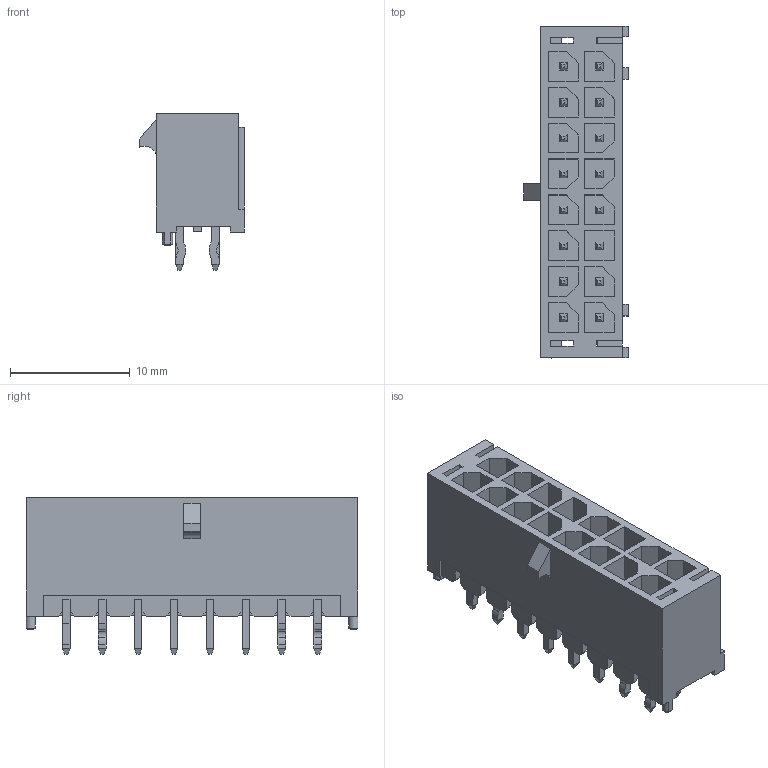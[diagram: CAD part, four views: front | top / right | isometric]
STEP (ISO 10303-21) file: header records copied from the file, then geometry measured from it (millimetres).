
FILE_DESCRIPTION(/* description */ ('Unknown'),/* implementation_level */ '2;1');
FILE_NAME(/* name */ '66201621122',/* time_stamp */ '2022-01-10T16:29:26+01:00',/* author */ ('Unknown'),/* organization */ ('Unknown'),/* preprocessor_version */ 'ST-DEVELOPER v16.7',/* originating_system */ 'Solid Edge',/* authorisation */ 'Unknown');
FILE_SCHEMA (('AUTOMOTIVE_DESIGN { 1 0 10303 214 3 1 1 }','AUTOMOTIVE_DESIGN {1 0 10303 214 3 1 1}'));
Length unit declared in the file: millimetre
Products named in the file (4): 6620xx21122; 66201621122; 6620xx21122_PIN; 6620xx21122_PIN2
Assembly tree (19 placements, depth 2):
  6620xx21122
    66201621122
    6620xx21122_PIN  x8
    6620xx21122_PIN2  x10
Bounding box: 8.76 x 27.7 x 13.1 mm (x, y, z)
Volume: 1177.1 mm3; surface area: 3035.3 mm2
Topology: 19 solids, 19 shells, 758 faces, 2115 edges, 1360 vertices
Faces by surface type: plane 699, cylinder 53, cone 6
Entity records: 15711 total; most frequent: CARTESIAN_POINT 2865, ORIENTED_EDGE 2822, DIRECTION 2363, EDGE_CURVE 1411, LINE 1367, VECTOR 1367, VERTEX_POINT 934, AXIS2_PLACEMENT_3D 498
